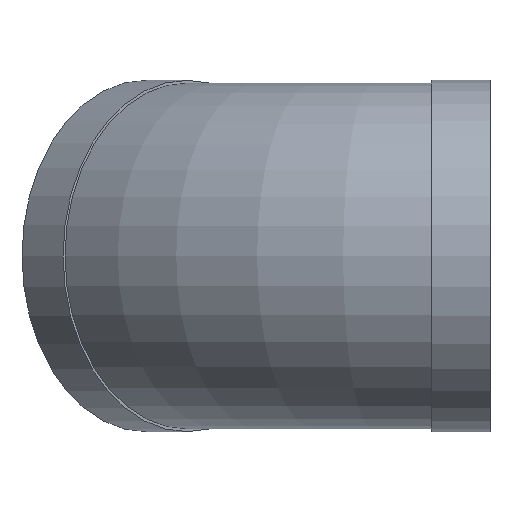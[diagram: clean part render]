
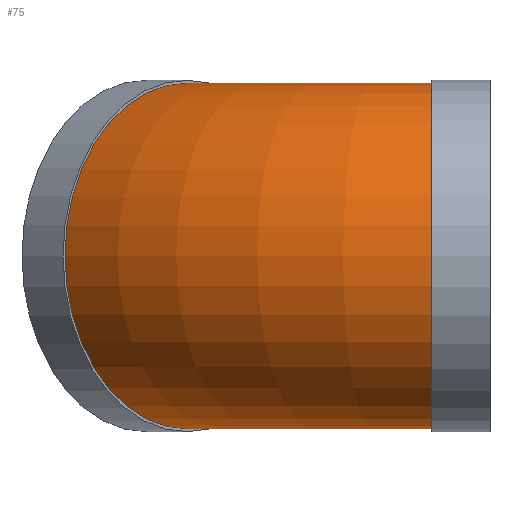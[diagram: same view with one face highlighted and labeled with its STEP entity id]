
A CAD part, left-side view. The second image highlights one B-rep face of the part: STEP entity #75.
In plain terms, the highlighted toroidal (fillet/blend) face has major radius 250 mm and minor radius 125 mm.
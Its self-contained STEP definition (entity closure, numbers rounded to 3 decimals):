
#75 = ADVANCED_FACE( '', ( #146, #147 ), #148, .T. );
#146 = FACE_OUTER_BOUND( '', #208, .T. );
#147 = FACE_OUTER_BOUND( '', #209, .T. );
#148 = TOROIDAL_SURFACE( '', #210, 250., 125. );
#208 = EDGE_LOOP( '', ( #274 ) );
#209 = EDGE_LOOP( '', ( #275 ) );
#210 = AXIS2_PLACEMENT_3D( '', #276, #277, #278 );
#274 = ORIENTED_EDGE( '', *, *, #299, .T. );
#275 = ORIENTED_EDGE( '', *, *, #309, .F. );
#276 = CARTESIAN_POINT( '', ( 250., 42., 0. ) );
#277 = DIRECTION( '', ( 0., 0., -1. ) );
#278 = DIRECTION( '', ( -1., 0., 0. ) );
#299 = EDGE_CURVE( '', #323, #323, #324, .T. );
#309 = EDGE_CURVE( '', #339, #339, #340, .T. );
#323 = VERTEX_POINT( '', #359 );
#324 = CIRCLE( '', #360, 125. );
#339 = VERTEX_POINT( '', #375 );
#340 = CIRCLE( '', #376, 125. );
#359 = CARTESIAN_POINT( '', ( 125., 42., 0. ) );
#360 = AXIS2_PLACEMENT_3D( '', #394, #395, #396 );
#375 = CARTESIAN_POINT( '', ( 161.612, 130.388, 0. ) );
#376 = AXIS2_PLACEMENT_3D( '', #412, #413, #414 );
#394 = CARTESIAN_POINT( '', ( 0., 42., 0. ) );
#395 = DIRECTION( '', ( 0., 1., 0. ) );
#396 = DIRECTION( '', ( 1., 0., 0. ) );
#412 = CARTESIAN_POINT( '', ( 73.223, 218.777, 0. ) );
#413 = DIRECTION( '', ( 0.707, 0.707, 0. ) );
#414 = DIRECTION( '', ( 0.707, -0.707, 0. ) );
